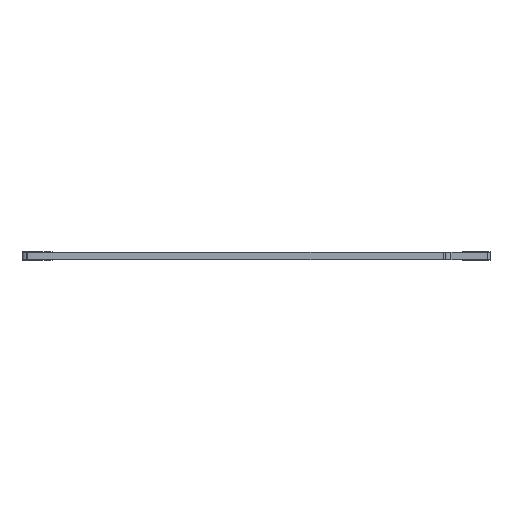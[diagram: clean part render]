
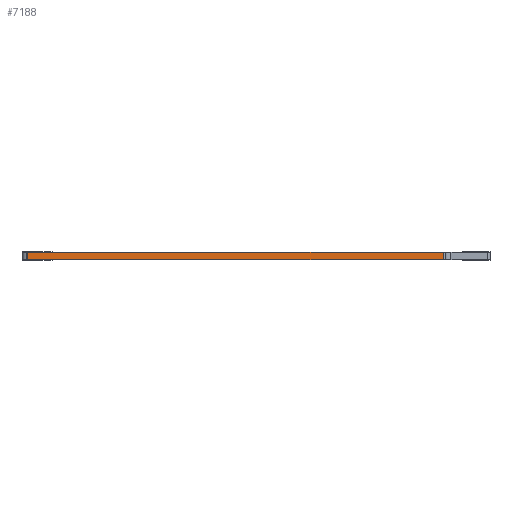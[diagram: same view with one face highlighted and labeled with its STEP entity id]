
A CAD part, left-side view. The second image highlights one B-rep face of the part: STEP entity #7188.
In plain terms, the highlighted planar face has unit normal (-1, 0, 0).
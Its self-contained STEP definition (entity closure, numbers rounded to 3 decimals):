
#619=FACE_OUTER_BOUND('',#1067,.T.);
#1067=EDGE_LOOP('',(#6292,#6293,#6294,#6295));
#1947=LINE('',#11502,#2847);
#1954=LINE('',#11524,#2854);
#1997=LINE('',#11625,#2897);
#1998=LINE('',#11627,#2898);
#2847=VECTOR('',#9487,1.);
#2854=VECTOR('',#9504,1.);
#2897=VECTOR('',#9615,1.);
#2898=VECTOR('',#9618,1.);
#3486=VERTEX_POINT('',#11499);
#3487=VERTEX_POINT('',#11501);
#3496=VERTEX_POINT('',#11521);
#3497=VERTEX_POINT('',#11523);
#4385=EDGE_CURVE('',#3486,#3487,#1947,.T.);
#4396=EDGE_CURVE('',#3497,#3496,#1954,.T.);
#4447=EDGE_CURVE('',#3486,#3497,#1997,.T.);
#4448=EDGE_CURVE('',#3487,#3496,#1998,.T.);
#6292=ORIENTED_EDGE('',*,*,#4447,.T.);
#6293=ORIENTED_EDGE('',*,*,#4396,.T.);
#6294=ORIENTED_EDGE('',*,*,#4448,.F.);
#6295=ORIENTED_EDGE('',*,*,#4385,.F.);
#6742=PLANE('',#7761);
#7188=ADVANCED_FACE('',(#619),#6742,.T.);
#7761=AXIS2_PLACEMENT_3D('',#11626,#9616,#9617);
#9487=DIRECTION('',(0.,1.,0.));
#9504=DIRECTION('',(0.,1.,0.));
#9615=DIRECTION('',(0.,0.,1.));
#9616=DIRECTION('center_axis',(-1.,0.,0.));
#9617=DIRECTION('ref_axis',(0.,1.,0.));
#9618=DIRECTION('',(0.,0.,1.));
#11499=CARTESIAN_POINT('',(-11.,-16.8,0.));
#11501=CARTESIAN_POINT('',(-11.,20.5,0.));
#11502=CARTESIAN_POINT('',(-11.,-16.8,0.));
#11521=CARTESIAN_POINT('',(-11.,20.5,0.71));
#11523=CARTESIAN_POINT('',(-11.,-16.8,0.71));
#11524=CARTESIAN_POINT('',(-11.,-16.8,0.71));
#11625=CARTESIAN_POINT('',(-11.,-16.8,0.));
#11626=CARTESIAN_POINT('Origin',(-11.,-16.8,0.));
#11627=CARTESIAN_POINT('',(-11.,20.5,0.));
